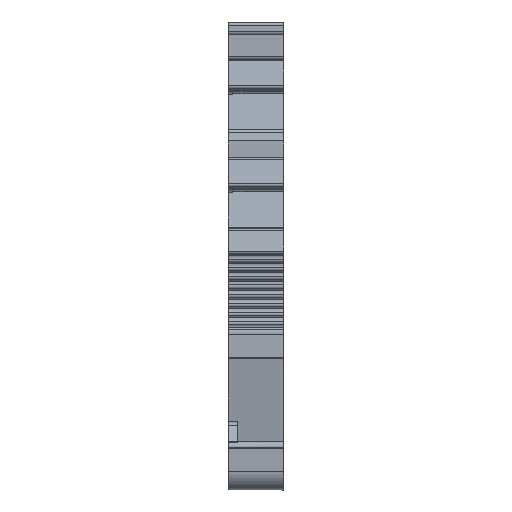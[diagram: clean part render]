
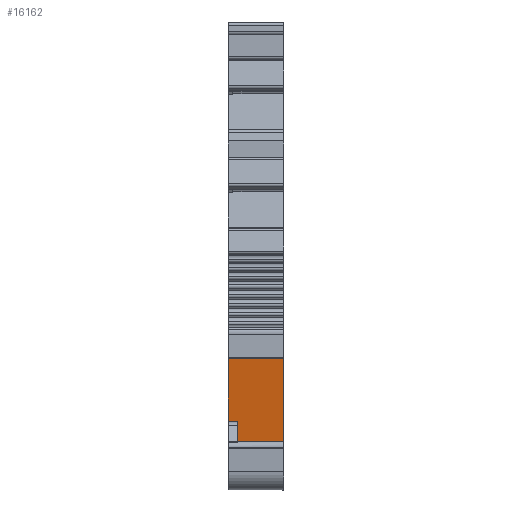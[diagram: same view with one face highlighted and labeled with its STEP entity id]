
A CAD part, front view. The second image highlights one B-rep face of the part: STEP entity #16162.
In plain terms, the highlighted planar face has unit normal (0, -0.986, -0.168).
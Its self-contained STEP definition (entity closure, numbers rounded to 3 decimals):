
#2527=ORIENTED_EDGE('',*,*,#5427,.T.);
#2528=ORIENTED_EDGE('',*,*,#4736,.T.);
#2529=ORIENTED_EDGE('',*,*,#4745,.F.);
#2530=ORIENTED_EDGE('',*,*,#5276,.T.);
#2531=ORIENTED_EDGE('',*,*,#5428,.F.);
#2532=ORIENTED_EDGE('',*,*,#5425,.T.);
#4736=EDGE_CURVE('',#6438,#6436,#7598,.F.);
#4745=EDGE_CURVE('',#6444,#6436,#7604,.T.);
#5276=EDGE_CURVE('',#6444,#6791,#7991,.T.);
#5425=EDGE_CURVE('',#6891,#6890,#8073,.F.);
#5427=EDGE_CURVE('',#6890,#6438,#8074,.T.);
#5428=EDGE_CURVE('',#6891,#6791,#8075,.T.);
#6436=VERTEX_POINT('',#21880);
#6438=VERTEX_POINT('',#21883);
#6444=VERTEX_POINT('',#21901);
#6791=VERTEX_POINT('',#23026);
#6890=VERTEX_POINT('',#23323);
#6891=VERTEX_POINT('',#23325);
#7598=LINE('',#21882,#8849);
#7604=LINE('',#21900,#8855);
#7991=LINE('',#23027,#9242);
#8073=LINE('',#23324,#9324);
#8074=LINE('',#23328,#9325);
#8075=LINE('',#23329,#9326);
#8849=VECTOR('',#18149,1000.);
#8855=VECTOR('',#18167,1000.);
#9242=VECTOR('',#19156,1000.);
#9324=VECTOR('',#19470,1000.);
#9325=VECTOR('',#19475,1000.);
#9326=VECTOR('',#19476,1000.);
#10187=EDGE_LOOP('',(#2527,#2528,#2529,#2530,#2531,#2532));
#10814=FACE_BOUND('',#10187,.T.);
#11325=PLANE('',#17042);
#16162=ADVANCED_FACE('',(#10814),#11325,.T.);
#17042=AXIS2_PLACEMENT_3D('',#23327,#19473,#19474);
#18149=DIRECTION('',(-1.,0.,0.));
#18167=DIRECTION('',(0.,-0.168,0.986));
#19156=DIRECTION('',(1.,0.,0.));
#19470=DIRECTION('',(1.,0.,0.));
#19473=DIRECTION('',(0.,-0.986,-0.168));
#19474=DIRECTION('',(0.,-0.168,0.986));
#19475=DIRECTION('',(0.,0.168,-0.986));
#19476=DIRECTION('',(0.,0.168,-0.986));
#21880=CARTESIAN_POINT('',(-1.763,-0.177,-2.645));
#21882=CARTESIAN_POINT('',(-2.763,-0.177,-2.645));
#21883=CARTESIAN_POINT('',(-2.763,-0.177,-2.645));
#21900=CARTESIAN_POINT('',(-1.763,-0.134,-2.9));
#21901=CARTESIAN_POINT('',(-1.763,0.624,-7.345));
#23026=CARTESIAN_POINT('',(3.237,0.624,-7.345));
#23027=CARTESIAN_POINT('',(-2.763,0.624,-7.345));
#23323=CARTESIAN_POINT('',(-2.763,-1.331,4.126));
#23324=CARTESIAN_POINT('',(-2.763,-1.331,4.126));
#23325=CARTESIAN_POINT('',(3.237,-1.331,4.126));
#23327=CARTESIAN_POINT('',(-2.763,-1.338,4.168));
#23328=CARTESIAN_POINT('',(-2.763,-1.338,4.168));
#23329=CARTESIAN_POINT('',(3.237,-1.338,4.168));
